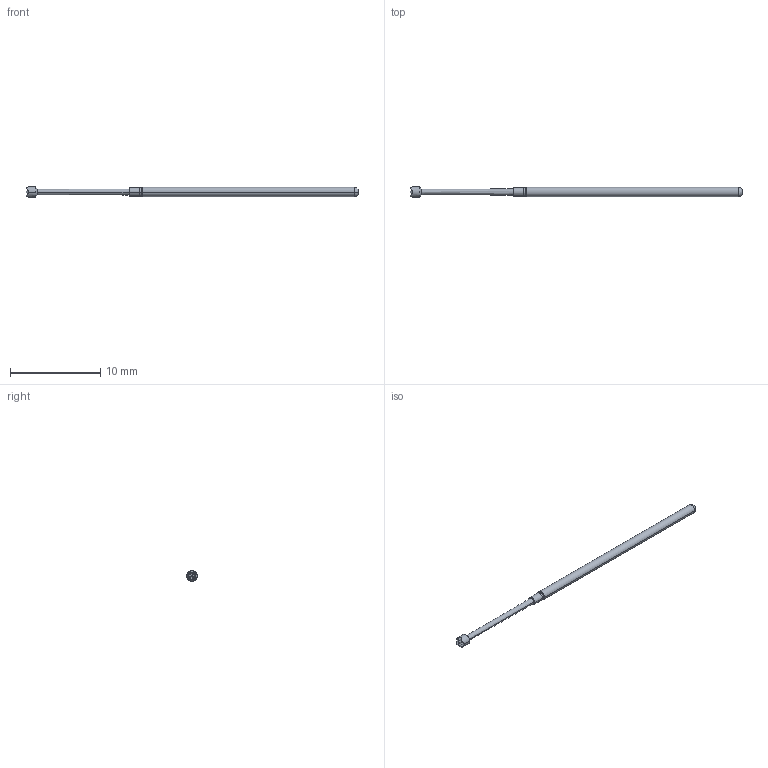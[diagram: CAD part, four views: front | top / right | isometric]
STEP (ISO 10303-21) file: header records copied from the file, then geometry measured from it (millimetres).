
FILE_DESCRIPTION (( 'STEP AP214' ), '1' );
FILE_NAME ('075-PR_4009_.STEP', '2011-10-18T16:13:38', ( 'Authorized User' ), ( '' ), 'SwSTEP 2.0', 'SolidWorks 2011', '' );
FILE_SCHEMA (( 'AUTOMOTIVE_DESIGN' ));
Length unit declared in the file: inch
Products named in the file (1): 075-PR_4009_
Bounding box: 36.83 x 1.17 x 1.17 mm (x, y, z)
Volume: 25 mm3; surface area: 108.4 mm2
Topology: 1 solids, 1 shells, 56 faces, 144 edges, 92 vertices
Faces by surface type: plane 40, torus 6, cylinder 6, cone 4
Entity records: 1720 total; most frequent: CARTESIAN_POINT 311, ORIENTED_EDGE 288, DIRECTION 280, EDGE_CURVE 144, LINE 110, VECTOR 110, VERTEX_POINT 92, AXIS2_PLACEMENT_3D 85
